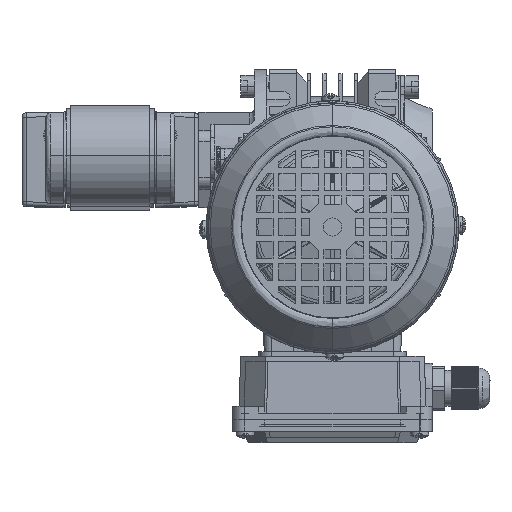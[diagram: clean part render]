
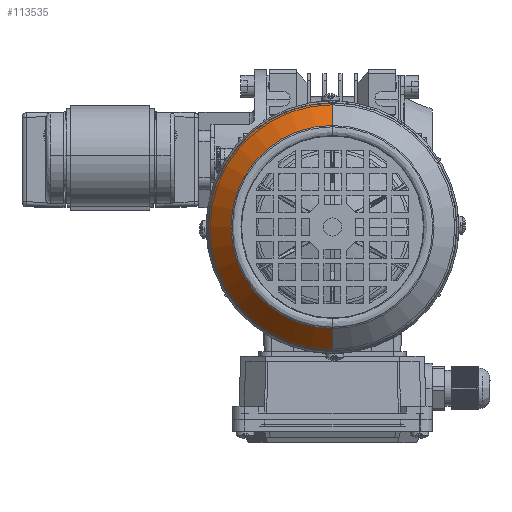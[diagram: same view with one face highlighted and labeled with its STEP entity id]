
A CAD part, top view. The second image highlights one B-rep face of the part: STEP entity #113535.
In plain terms, the highlighted conical face has half-angle 43.036 degrees and reference radius 54.8 mm.
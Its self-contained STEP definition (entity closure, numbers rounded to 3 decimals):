
#4910 = VERTEX_POINT ( 'NONE', #82450 ) ;
#12025 = CARTESIAN_POINT ( 'NONE',  ( 118.174, 24.8, 104.315 ) ) ;
#18338 = AXIS2_PLACEMENT_3D ( 'NONE', #104966, #135086, #177021 ) ;
#23138 = ORIENTED_EDGE ( 'NONE', *, *, #100963, .F. ) ;
#23720 = CARTESIAN_POINT ( 'NONE',  ( 118.174, 24.8, 104.315 ) ) ;
#33541 = CARTESIAN_POINT ( 'NONE',  ( 118.1, -30., 104.315 ) ) ;
#43654 = DIRECTION ( 'NONE',  ( 0., 0., -1. ) ) ;
#44552 = EDGE_CURVE ( 'NONE', #123906, #108409, #101941, .T. ) ;
#52048 = EDGE_CURVE ( 'NONE', #152382, #108409, #93151, .T. ) ;
#55944 = EDGE_CURVE ( 'NONE', #4910, #152382, #79511, .T. ) ;
#60953 = CARTESIAN_POINT ( 'NONE',  ( 118.026, -84.8, 104.315 ) ) ;
#63568 = ORIENTED_EDGE ( 'NONE', *, *, #44552, .F. ) ;
#65778 = AXIS2_PLACEMENT_3D ( 'NONE', #82093, #97668, #137835 ) ;
#68206 = DIRECTION ( 'NONE',  ( -0.001, -0.682, -0.731 ) ) ;
#79511 = CIRCLE ( 'NONE', #18338, 44.839 ) ;
#81014 = LINE ( 'NONE', #94798, #156049 ) ;
#81195 = FACE_OUTER_BOUND ( 'NONE', #160703, .T. ) ;
#82093 = CARTESIAN_POINT ( 'NONE',  ( 118.1, -30., 104.315 ) ) ;
#82450 = CARTESIAN_POINT ( 'NONE',  ( 118.039, -74.839, 114.984 ) ) ;
#93151 = LINE ( 'NONE', #23720, #166749 ) ;
#94798 = CARTESIAN_POINT ( 'NONE',  ( 118.026, -84.8, 104.315 ) ) ;
#97668 = DIRECTION ( 'NONE',  ( 0., 0., -1. ) ) ;
#100963 = EDGE_CURVE ( 'NONE', #4910, #123906, #81014, .T. ) ;
#101941 = CIRCLE ( 'NONE', #136839, 54.8 ) ;
#104966 = CARTESIAN_POINT ( 'NONE',  ( 118.1, -30., 114.984 ) ) ;
#108409 = VERTEX_POINT ( 'NONE', #12025 ) ;
#109156 = CONICAL_SURFACE ( 'NONE', #65778, 54.8, 0.751 ) ;
#113535 = ADVANCED_FACE ( 'NONE', ( #81195 ), #109156, .T. ) ;
#121328 = DIRECTION ( 'NONE',  ( 0.001, 0.682, -0.731 ) ) ;
#123906 = VERTEX_POINT ( 'NONE', #60953 ) ;
#134363 = ORIENTED_EDGE ( 'NONE', *, *, #55944, .T. ) ;
#135086 = DIRECTION ( 'NONE',  ( 0., 0., -1. ) ) ;
#136839 = AXIS2_PLACEMENT_3D ( 'NONE', #33541, #43654, #142288 ) ;
#137835 = DIRECTION ( 'NONE',  ( 0.001, 1., 0. ) ) ;
#142288 = DIRECTION ( 'NONE',  ( 0.001, 1., 0. ) ) ;
#152382 = VERTEX_POINT ( 'NONE', #156057 ) ;
#156049 = VECTOR ( 'NONE', #68206, 1000. ) ;
#156057 = CARTESIAN_POINT ( 'NONE',  ( 118.161, 14.839, 114.984 ) ) ;
#160703 = EDGE_LOOP ( 'NONE', ( #23138, #134363, #166539, #63568 ) ) ;
#166539 = ORIENTED_EDGE ( 'NONE', *, *, #52048, .T. ) ;
#166749 = VECTOR ( 'NONE', #121328, 1000. ) ;
#177021 = DIRECTION ( 'NONE',  ( 0.001, 1., 0. ) ) ;
